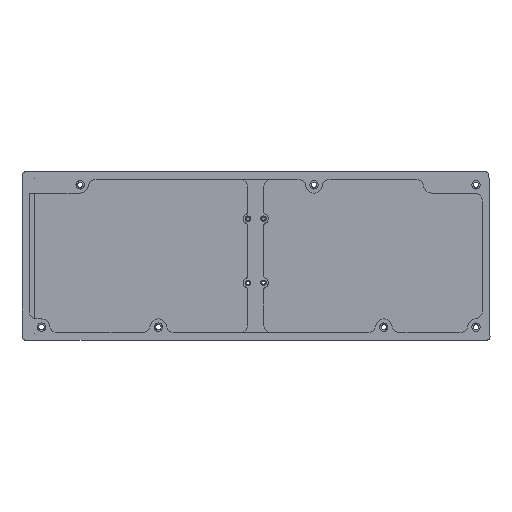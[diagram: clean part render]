
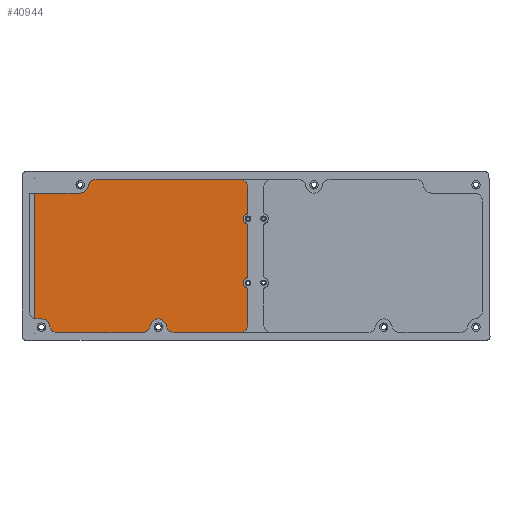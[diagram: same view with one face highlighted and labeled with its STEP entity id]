
A CAD part, top view. The second image highlights one B-rep face of the part: STEP entity #40944.
In plain terms, the highlighted planar face has unit normal (0, 0, 1).
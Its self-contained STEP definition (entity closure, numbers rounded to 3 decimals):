
#2311=PLANE('',#45546);
#4612=FACE_OUTER_BOUND('',#7081,.T.);
#7081=EDGE_LOOP('',(#36692,#36693,#36694,#36695,#36696,#36697,#36698,#36699,
#36700,#36701,#36702,#36703,#36704,#36705,#36706,#36707,#36708,#36709,#36710,
#36711,#36712,#36713,#36714,#36715));
#10888=LINE('',#71272,#14710);
#10898=LINE('',#71301,#14720);
#10899=LINE('',#71303,#14721);
#10900=LINE('',#71309,#14722);
#10901=LINE('',#71317,#14723);
#10902=LINE('',#71321,#14724);
#10903=LINE('',#71329,#14725);
#10904=LINE('',#71337,#14726);
#10905=LINE('',#71341,#14727);
#14710=VECTOR('',#57223,10.);
#14720=VECTOR('',#57249,10.);
#14721=VECTOR('',#57250,10.);
#14722=VECTOR('',#57255,10.);
#14723=VECTOR('',#57262,10.);
#14724=VECTOR('',#57265,10.);
#14725=VECTOR('',#57272,10.);
#14726=VECTOR('',#57279,10.);
#14727=VECTOR('',#57282,10.);
#16428=CIRCLE('',#45544,6.);
#16430=CIRCLE('',#45547,6.);
#16431=CIRCLE('',#45548,6.);
#16432=CIRCLE('',#45549,6.);
#16433=CIRCLE('',#45550,6.);
#16434=CIRCLE('',#45551,6.);
#16435=CIRCLE('',#45552,6.);
#16436=CIRCLE('',#45553,3.);
#16437=CIRCLE('',#45554,3.55);
#16438=CIRCLE('',#45555,3.);
#16439=CIRCLE('',#45556,3.);
#16440=CIRCLE('',#45557,3.55);
#16441=CIRCLE('',#45558,3.);
#16442=CIRCLE('',#45559,6.);
#16443=CIRCLE('',#45560,6.);
#19948=VERTEX_POINT('',#71270);
#19949=VERTEX_POINT('',#71271);
#19958=VERTEX_POINT('',#71294);
#19960=VERTEX_POINT('',#71300);
#19961=VERTEX_POINT('',#71302);
#19962=VERTEX_POINT('',#71304);
#19963=VERTEX_POINT('',#71306);
#19964=VERTEX_POINT('',#71308);
#19965=VERTEX_POINT('',#71310);
#19966=VERTEX_POINT('',#71312);
#19967=VERTEX_POINT('',#71314);
#19968=VERTEX_POINT('',#71316);
#19969=VERTEX_POINT('',#71318);
#19970=VERTEX_POINT('',#71320);
#19971=VERTEX_POINT('',#71322);
#19972=VERTEX_POINT('',#71324);
#19973=VERTEX_POINT('',#71326);
#19974=VERTEX_POINT('',#71328);
#19975=VERTEX_POINT('',#71330);
#19976=VERTEX_POINT('',#71332);
#19977=VERTEX_POINT('',#71334);
#19978=VERTEX_POINT('',#71336);
#19979=VERTEX_POINT('',#71338);
#19980=VERTEX_POINT('',#71340);
#25556=EDGE_CURVE('',#19948,#19949,#10888,.T.);
#25567=EDGE_CURVE('',#19948,#19958,#16428,.T.);
#25570=EDGE_CURVE('',#19960,#19949,#10898,.T.);
#25571=EDGE_CURVE('',#19961,#19960,#10899,.T.);
#25572=EDGE_CURVE('',#19962,#19961,#16430,.T.);
#25573=EDGE_CURVE('',#19962,#19963,#16431,.T.);
#25574=EDGE_CURVE('',#19964,#19963,#10900,.T.);
#25575=EDGE_CURVE('',#19964,#19965,#16432,.T.);
#25576=EDGE_CURVE('',#19966,#19965,#16433,.T.);
#25577=EDGE_CURVE('',#19966,#19967,#16434,.T.);
#25578=EDGE_CURVE('',#19968,#19967,#10901,.T.);
#25579=EDGE_CURVE('',#19968,#19969,#16435,.T.);
#25580=EDGE_CURVE('',#19969,#19970,#10902,.T.);
#25581=EDGE_CURVE('',#19970,#19971,#16436,.T.);
#25582=EDGE_CURVE('',#19972,#19971,#16437,.T.);
#25583=EDGE_CURVE('',#19972,#19973,#16438,.T.);
#25584=EDGE_CURVE('',#19973,#19974,#10903,.T.);
#25585=EDGE_CURVE('',#19974,#19975,#16439,.T.);
#25586=EDGE_CURVE('',#19976,#19975,#16440,.T.);
#25587=EDGE_CURVE('',#19976,#19977,#16441,.T.);
#25588=EDGE_CURVE('',#19977,#19978,#10904,.T.);
#25589=EDGE_CURVE('',#19978,#19979,#16442,.T.);
#25590=EDGE_CURVE('',#19980,#19979,#10905,.T.);
#25591=EDGE_CURVE('',#19980,#19958,#16443,.T.);
#36692=ORIENTED_EDGE('',*,*,#25556,.T.);
#36693=ORIENTED_EDGE('',*,*,#25570,.F.);
#36694=ORIENTED_EDGE('',*,*,#25571,.F.);
#36695=ORIENTED_EDGE('',*,*,#25572,.F.);
#36696=ORIENTED_EDGE('',*,*,#25573,.T.);
#36697=ORIENTED_EDGE('',*,*,#25574,.F.);
#36698=ORIENTED_EDGE('',*,*,#25575,.T.);
#36699=ORIENTED_EDGE('',*,*,#25576,.F.);
#36700=ORIENTED_EDGE('',*,*,#25577,.T.);
#36701=ORIENTED_EDGE('',*,*,#25578,.F.);
#36702=ORIENTED_EDGE('',*,*,#25579,.T.);
#36703=ORIENTED_EDGE('',*,*,#25580,.T.);
#36704=ORIENTED_EDGE('',*,*,#25581,.T.);
#36705=ORIENTED_EDGE('',*,*,#25582,.F.);
#36706=ORIENTED_EDGE('',*,*,#25583,.T.);
#36707=ORIENTED_EDGE('',*,*,#25584,.T.);
#36708=ORIENTED_EDGE('',*,*,#25585,.T.);
#36709=ORIENTED_EDGE('',*,*,#25586,.F.);
#36710=ORIENTED_EDGE('',*,*,#25587,.T.);
#36711=ORIENTED_EDGE('',*,*,#25588,.T.);
#36712=ORIENTED_EDGE('',*,*,#25589,.T.);
#36713=ORIENTED_EDGE('',*,*,#25590,.F.);
#36714=ORIENTED_EDGE('',*,*,#25591,.T.);
#36715=ORIENTED_EDGE('',*,*,#25567,.F.);
#40944=ADVANCED_FACE('',(#4612),#2311,.T.);
#45544=AXIS2_PLACEMENT_3D('',#71295,#57242,#57243);
#45546=AXIS2_PLACEMENT_3D('',#71299,#57247,#57248);
#45547=AXIS2_PLACEMENT_3D('',#71305,#57251,#57252);
#45548=AXIS2_PLACEMENT_3D('',#71307,#57253,#57254);
#45549=AXIS2_PLACEMENT_3D('',#71311,#57256,#57257);
#45550=AXIS2_PLACEMENT_3D('',#71313,#57258,#57259);
#45551=AXIS2_PLACEMENT_3D('',#71315,#57260,#57261);
#45552=AXIS2_PLACEMENT_3D('',#71319,#57263,#57264);
#45553=AXIS2_PLACEMENT_3D('',#71323,#57266,#57267);
#45554=AXIS2_PLACEMENT_3D('',#71325,#57268,#57269);
#45555=AXIS2_PLACEMENT_3D('',#71327,#57270,#57271);
#45556=AXIS2_PLACEMENT_3D('',#71331,#57273,#57274);
#45557=AXIS2_PLACEMENT_3D('',#71333,#57275,#57276);
#45558=AXIS2_PLACEMENT_3D('',#71335,#57277,#57278);
#45559=AXIS2_PLACEMENT_3D('',#71339,#57280,#57281);
#45560=AXIS2_PLACEMENT_3D('',#71342,#57283,#57284);
#57223=DIRECTION('',(-1.,0.,0.));
#57242=DIRECTION('center_axis',(0.,0.,1.));
#57243=DIRECTION('ref_axis',(-1.,0.,0.));
#57247=DIRECTION('center_axis',(0.,0.,1.));
#57248=DIRECTION('ref_axis',(-1.,0.,0.));
#57249=DIRECTION('',(0.,1.,0.));
#57250=DIRECTION('',(-1.,0.,0.));
#57251=DIRECTION('center_axis',(0.,0.,1.));
#57252=DIRECTION('ref_axis',(-1.,0.,0.));
#57253=DIRECTION('center_axis',(0.,0.,1.));
#57254=DIRECTION('ref_axis',(0.,1.,0.));
#57255=DIRECTION('',(-1.,0.,0.));
#57256=DIRECTION('center_axis',(0.,0.,1.));
#57257=DIRECTION('ref_axis',(0.,1.,0.));
#57258=DIRECTION('center_axis',(0.,0.,1.));
#57259=DIRECTION('ref_axis',(-1.,0.,0.));
#57260=DIRECTION('center_axis',(0.,0.,1.));
#57261=DIRECTION('ref_axis',(0.,1.,0.));
#57262=DIRECTION('',(-1.,0.,0.));
#57263=DIRECTION('center_axis',(0.,0.,1.));
#57264=DIRECTION('ref_axis',(0.707,-0.707,0.));
#57265=DIRECTION('',(0.,1.,0.));
#57266=DIRECTION('center_axis',(0.,0.,1.));
#57267=DIRECTION('ref_axis',(0.854,0.521,0.));
#57268=DIRECTION('center_axis',(0.,0.,1.));
#57269=DIRECTION('ref_axis',(-1.,0.,0.));
#57270=DIRECTION('center_axis',(0.,0.,1.));
#57271=DIRECTION('ref_axis',(0.854,-0.521,0.));
#57272=DIRECTION('',(0.,1.,0.));
#57273=DIRECTION('center_axis',(0.,0.,1.));
#57274=DIRECTION('ref_axis',(0.854,0.521,0.));
#57275=DIRECTION('center_axis',(0.,0.,1.));
#57276=DIRECTION('ref_axis',(-1.,0.,0.));
#57277=DIRECTION('center_axis',(0.,0.,1.));
#57278=DIRECTION('ref_axis',(0.854,-0.521,0.));
#57279=DIRECTION('',(0.,1.,0.));
#57280=DIRECTION('center_axis',(0.,0.,1.));
#57281=DIRECTION('ref_axis',(0.707,0.707,0.));
#57282=DIRECTION('',(1.,0.,0.));
#57283=DIRECTION('center_axis',(0.,0.,1.));
#57284=DIRECTION('ref_axis',(0.,-1.,0.));
#71270=CARTESIAN_POINT('',(4.,-10.,1.));
#71271=CARTESIAN_POINT('',(-29.338,-10.,1.));
#71272=CARTESIAN_POINT('',(51.807,-10.,1.));
#71294=CARTESIAN_POINT('',(9.916,-5.,1.));
#71295=CARTESIAN_POINT('Origin',(4.,-4.,1.));
#71299=CARTESIAN_POINT('Origin',(132.952,-56.15,1.));
#71300=CARTESIAN_POINT('',(-29.338,-102.3,1.));
#71301=CARTESIAN_POINT('',(-29.338,-27.575,1.));
#71302=CARTESIAN_POINT('',(-24.317,-102.3,1.));
#71303=CARTESIAN_POINT('',(-24.317,-102.3,1.));
#71304=CARTESIAN_POINT('',(-18.401,-107.3,1.));
#71305=CARTESIAN_POINT('Origin',(-24.317,-108.3,1.));
#71306=CARTESIAN_POINT('',(-12.485,-112.3,1.));
#71307=CARTESIAN_POINT('Origin',(-12.485,-106.3,1.));
#71308=CARTESIAN_POINT('',(49.524,-112.3,1.));
#71309=CARTESIAN_POINT('',(-28.325,-112.3,1.));
#71310=CARTESIAN_POINT('',(55.44,-107.3,1.));
#71311=CARTESIAN_POINT('Origin',(49.524,-106.3,1.));
#71312=CARTESIAN_POINT('',(67.272,-107.3,1.));
#71313=CARTESIAN_POINT('Origin',(61.356,-108.3,1.));
#71314=CARTESIAN_POINT('',(73.188,-112.3,1.));
#71315=CARTESIAN_POINT('Origin',(73.188,-106.3,1.));
#71316=CARTESIAN_POINT('',(121.065,-112.3,1.));
#71317=CARTESIAN_POINT('',(-28.325,-112.3,1.));
#71318=CARTESIAN_POINT('',(127.065,-106.3,1.));
#71319=CARTESIAN_POINT('Origin',(121.065,-106.3,1.));
#71320=CARTESIAN_POINT('',(127.065,-81.623,1.));
#71321=CARTESIAN_POINT('',(127.065,-67.75,1.));
#71322=CARTESIAN_POINT('',(125.439,-78.956,1.));
#71323=CARTESIAN_POINT('Origin',(124.065,-81.623,1.));
#71324=CARTESIAN_POINT('',(125.439,-72.644,1.));
#71325=CARTESIAN_POINT('Origin',(127.065,-75.8,1.));
#71326=CARTESIAN_POINT('',(127.065,-69.977,1.));
#71327=CARTESIAN_POINT('Origin',(124.065,-69.977,1.));
#71328=CARTESIAN_POINT('',(127.065,-34.623,1.));
#71329=CARTESIAN_POINT('',(127.065,-44.25,1.));
#71330=CARTESIAN_POINT('',(125.439,-31.956,1.));
#71331=CARTESIAN_POINT('Origin',(124.065,-34.623,1.));
#71332=CARTESIAN_POINT('',(125.439,-25.644,1.));
#71333=CARTESIAN_POINT('Origin',(127.065,-28.8,1.));
#71334=CARTESIAN_POINT('',(127.065,-22.977,1.));
#71335=CARTESIAN_POINT('Origin',(124.065,-22.977,1.));
#71336=CARTESIAN_POINT('',(127.065,-6.,1.));
#71337=CARTESIAN_POINT('',(127.065,-28.075,1.));
#71338=CARTESIAN_POINT('',(121.065,0.,1.));
#71339=CARTESIAN_POINT('Origin',(121.065,-6.,1.));
#71340=CARTESIAN_POINT('',(15.832,0.,1.));
#71341=CARTESIAN_POINT('',(-26.193,0.,1.));
#71342=CARTESIAN_POINT('Origin',(15.832,-6.,1.));
